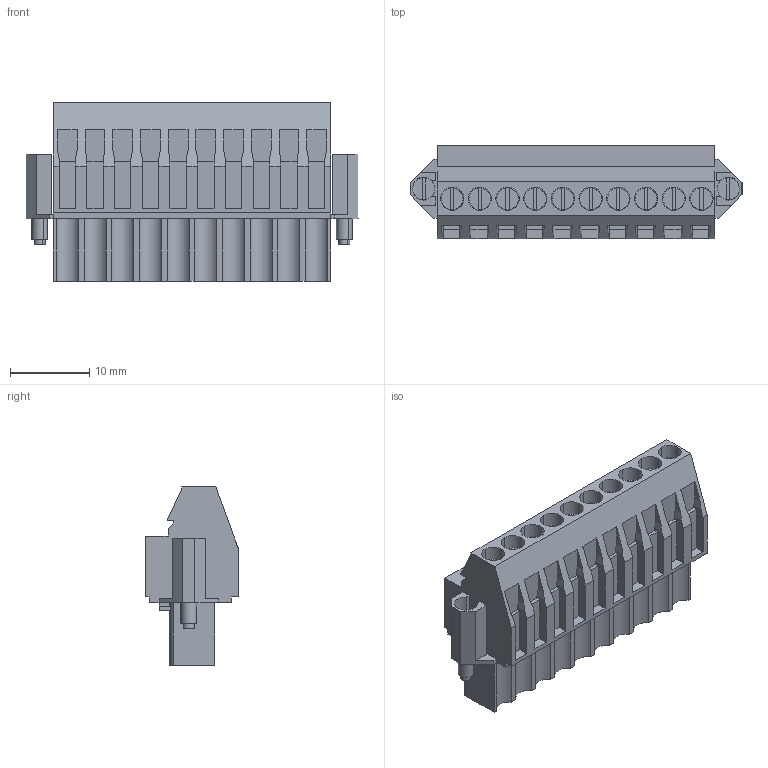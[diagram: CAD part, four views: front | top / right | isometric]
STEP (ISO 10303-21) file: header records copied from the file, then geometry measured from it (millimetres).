
FILE_DESCRIPTION(('CATIA V5 STEP Exchange','CAx-IF Rec.Pracs.--- Model Styling and Organization---1.2---2011-12-15'),'2;1');
FILE_NAME ('D1454052_0_1639090000_1639090000.stp','2017-04-18T10:38:56+00:00',('none'),('Weidmueller'),'CATIA Version 5-6 Release 2014','CATIA V5 STEP AP214','none');
FILE_SCHEMA(('AUTOMOTIVE_DESIGN { 1 0 10303 214 1 1 1 1 }'));
Length unit declared in the file: millimetre
Products named in the file (1): 1639090000
Bounding box: 41.94 x 11.83 x 22.6 mm (x, y, z)
Volume: 5526.6 mm3; surface area: 4686.7 mm2
Topology: 13 solids, 13 shells, 646 faces, 1770 edges, 1195 vertices
Faces by surface type: plane 545, cylinder 101
Entity records: 19238 total; most frequent: CARTESIAN_POINT 3588, ORIENTED_EDGE 3540, DIRECTION 2634, EDGE_CURVE 1770, VECTOR 1460, LINE 1460, VERTEX_POINT 1195, AXIS2_PLACEMENT_3D 729
